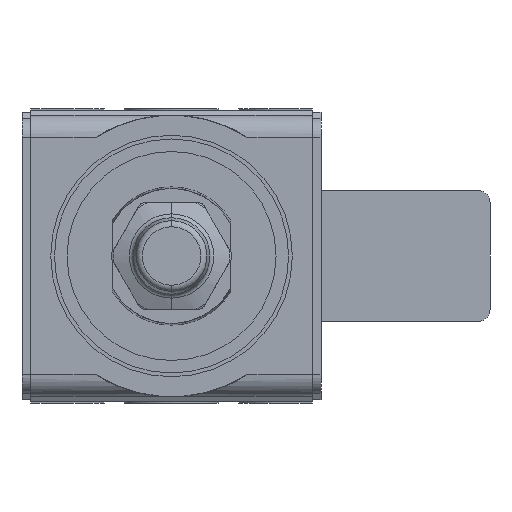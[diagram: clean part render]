
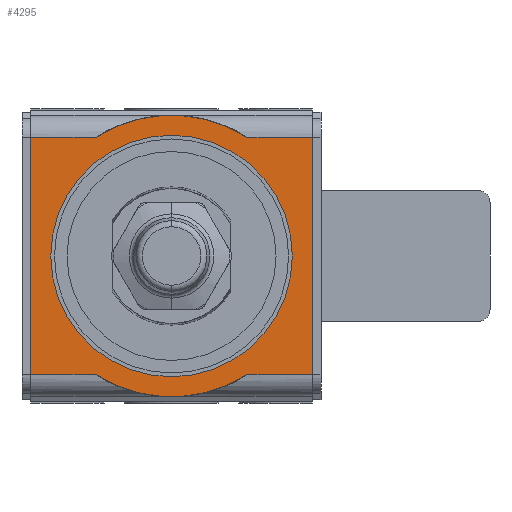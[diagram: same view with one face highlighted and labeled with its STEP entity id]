
A CAD part, front view. The second image highlights one B-rep face of the part: STEP entity #4295.
In plain terms, the highlighted planar face has unit normal (0, -1, 0).
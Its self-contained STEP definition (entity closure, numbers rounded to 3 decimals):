
#101=FACE_BOUND('',#1501,.F.);
#398=PLANE('',#9063);
#980=FACE_OUTER_BOUND('',#1502,.F.);
#1501=EDGE_LOOP('',(#3818,#3819));
#1502=EDGE_LOOP('',(#3820,#3821,#3822,#3823,#3824,#3825,#3826,#3827));
#3818=ORIENTED_EDGE('',*,*,#6713,.T.);
#3819=ORIENTED_EDGE('',*,*,#6712,.T.);
#3820=ORIENTED_EDGE('',*,*,#6705,.T.);
#3821=ORIENTED_EDGE('',*,*,#6706,.T.);
#3822=ORIENTED_EDGE('',*,*,#6707,.F.);
#3823=ORIENTED_EDGE('',*,*,#6703,.T.);
#3824=ORIENTED_EDGE('',*,*,#6708,.F.);
#3825=ORIENTED_EDGE('',*,*,#6709,.F.);
#3826=ORIENTED_EDGE('',*,*,#6710,.F.);
#3827=ORIENTED_EDGE('',*,*,#6711,.F.);
#4295=ADVANCED_FACE('',(#101,#980),#398,.T.);
#4486=CIRCLE('',#8560,22.5);
#4487=CIRCLE('',#8561,22.5);
#4488=CIRCLE('',#8562,19.3);
#4489=CIRCLE('',#8563,19.3);
#4957=LINE('',#12836,#5738);
#4958=LINE('',#12847,#5739);
#4959=LINE('',#12848,#5740);
#4960=LINE('',#12850,#5741);
#4961=LINE('',#12851,#5742);
#4962=LINE('',#12853,#5743);
#5738=VECTOR('',#9955,10.448);
#5739=VECTOR('',#9956,38.);
#5740=VECTOR('',#9957,10.448);
#5741=VECTOR('',#9960,38.);
#5742=VECTOR('',#9961,10.448);
#5743=VECTOR('',#9964,10.448);
#6703=EDGE_CURVE('',#8205,#8206,#4957,.T.);
#6705=EDGE_CURVE('',#8204,#8203,#4958,.T.);
#6706=EDGE_CURVE('',#8203,#8202,#4959,.T.);
#6707=EDGE_CURVE('',#8205,#8202,#4486,.T.);
#6708=EDGE_CURVE('',#8201,#8206,#4960,.T.);
#6709=EDGE_CURVE('',#8200,#8201,#4961,.T.);
#6710=EDGE_CURVE('',#8199,#8200,#4487,.T.);
#6711=EDGE_CURVE('',#8204,#8199,#4962,.T.);
#6712=EDGE_CURVE('',#8198,#8197,#4488,.T.);
#6713=EDGE_CURVE('',#8197,#8198,#4489,.T.);
#8197=VERTEX_POINT('',#12822);
#8198=VERTEX_POINT('',#12823);
#8199=VERTEX_POINT('',#12824);
#8200=VERTEX_POINT('',#12825);
#8201=VERTEX_POINT('',#12826);
#8202=VERTEX_POINT('',#12827);
#8203=VERTEX_POINT('',#12828);
#8204=VERTEX_POINT('',#12829);
#8205=VERTEX_POINT('',#12830);
#8206=VERTEX_POINT('',#12831);
#8560=AXIS2_PLACEMENT_3D('',#12849,#9958,#9959);
#8561=AXIS2_PLACEMENT_3D('',#12852,#9962,#9963);
#8562=AXIS2_PLACEMENT_3D('',#12854,#9965,#9966);
#8563=AXIS2_PLACEMENT_3D('',#12855,#9967,#9968);
#9063=AXIS2_PLACEMENT_3D('',#14076,#11474,#11475);
#9955=DIRECTION('',(-1.,0.,0.));
#9956=DIRECTION('',(0.,0.,-1.));
#9957=DIRECTION('',(-1.,0.,0.));
#9958=DIRECTION('',(0.,-1.,0.));
#9959=DIRECTION('',(-0.536,0.,-0.844));
#9960=DIRECTION('',(0.,0.,-1.));
#9961=DIRECTION('',(-1.,0.,0.));
#9962=DIRECTION('',(0.,-1.,0.));
#9963=DIRECTION('',(0.536,0.,0.844));
#9964=DIRECTION('',(-1.,0.,0.));
#9965=DIRECTION('',(0.,-1.,0.));
#9966=DIRECTION('',(0.,0.,1.));
#9967=DIRECTION('',(0.,-1.,0.));
#9968=DIRECTION('',(0.,0.,-1.));
#11474=DIRECTION('',(0.,-1.,0.));
#11475=DIRECTION('',(0.,0.,1.));
#12822=CARTESIAN_POINT('',(0.,0.,-19.3));
#12823=CARTESIAN_POINT('',(0.,0.,19.3));
#12824=CARTESIAN_POINT('',(12.052,0.,19.));
#12825=CARTESIAN_POINT('',(-12.052,0.,19.));
#12826=CARTESIAN_POINT('',(-22.5,0.,19.));
#12827=CARTESIAN_POINT('',(12.052,0.,-19.));
#12828=CARTESIAN_POINT('',(22.5,0.,-19.));
#12829=CARTESIAN_POINT('',(22.5,0.,19.));
#12830=CARTESIAN_POINT('',(-12.052,0.,-19.));
#12831=CARTESIAN_POINT('',(-22.5,0.,-19.));
#12836=CARTESIAN_POINT('',(-12.052,0.,-19.));
#12847=CARTESIAN_POINT('',(22.5,0.,19.));
#12848=CARTESIAN_POINT('',(22.5,0.,-19.));
#12849=CARTESIAN_POINT('',(0.,0.,0.));
#12850=CARTESIAN_POINT('',(-22.5,0.,19.));
#12851=CARTESIAN_POINT('',(-12.052,0.,19.));
#12852=CARTESIAN_POINT('',(0.,0.,0.));
#12853=CARTESIAN_POINT('',(22.5,0.,19.));
#12854=CARTESIAN_POINT('',(0.,0.,0.));
#12855=CARTESIAN_POINT('',(0.,0.,0.));
#14076=CARTESIAN_POINT('',(24.75,0.,-24.706));
